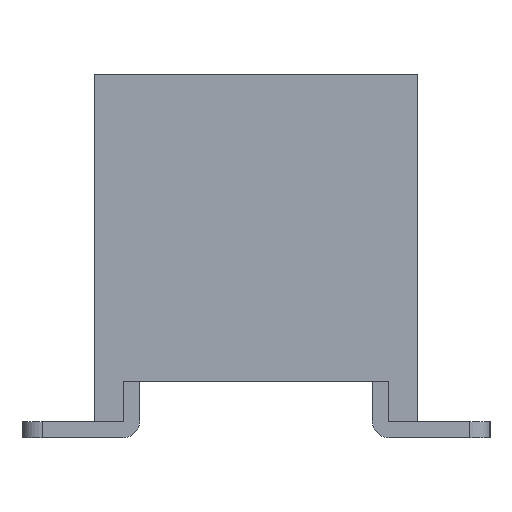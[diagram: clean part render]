
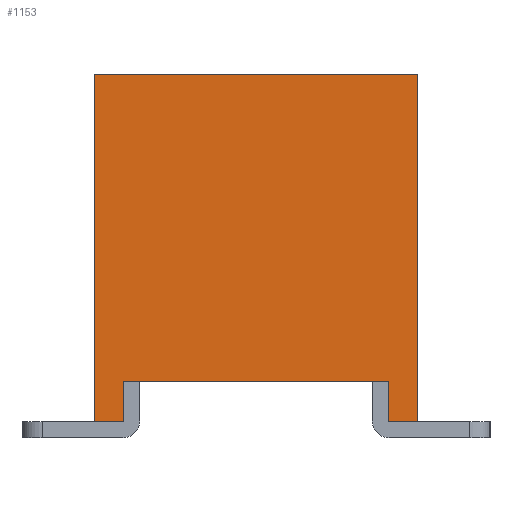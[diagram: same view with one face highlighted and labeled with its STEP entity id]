
A CAD part, left-side view. The second image highlights one B-rep face of the part: STEP entity #1153.
In plain terms, the highlighted planar face has unit normal (-1, 0, 0).
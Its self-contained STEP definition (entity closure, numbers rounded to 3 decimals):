
#1153 = ADVANCED_FACE( '', ( #2579 ), #2580, .T. );
#2579 = FACE_OUTER_BOUND( '', #4493, .T. );
#2580 = PLANE( '', #4494 );
#4493 = EDGE_LOOP( '', ( #6694, #6695, #6696, #6697, #6698, #6699, #6700, #6701 ) );
#4494 = AXIS2_PLACEMENT_3D( '', #6702, #6703, #6704 );
#6694 = ORIENTED_EDGE( '', *, *, #12181, .T. );
#6695 = ORIENTED_EDGE( '', *, *, #12182, .T. );
#6696 = ORIENTED_EDGE( '', *, *, #12183, .F. );
#6697 = ORIENTED_EDGE( '', *, *, #12184, .T. );
#6698 = ORIENTED_EDGE( '', *, *, #12185, .T. );
#6699 = ORIENTED_EDGE( '', *, *, #12186, .F. );
#6700 = ORIENTED_EDGE( '', *, *, #12187, .F. );
#6701 = ORIENTED_EDGE( '', *, *, #12188, .T. );
#6702 = CARTESIAN_POINT( '', ( -22.25, -2., -2.15 ) );
#6703 = DIRECTION( '', ( -1., 0., 0. ) );
#6704 = DIRECTION( '', ( 0., 0., 1. ) );
#12181 = EDGE_CURVE( '', #14607, #14608, #14609, .T. );
#12182 = EDGE_CURVE( '', #14608, #14610, #14611, .T. );
#12183 = EDGE_CURVE( '', #14612, #14610, #14613, .T. );
#12184 = EDGE_CURVE( '', #14612, #14614, #14615, .T. );
#12185 = EDGE_CURVE( '', #14614, #14616, #14617, .T. );
#12186 = EDGE_CURVE( '', #14618, #14616, #14619, .T. );
#12187 = EDGE_CURVE( '', #14620, #14618, #14621, .T. );
#12188 = EDGE_CURVE( '', #14620, #14607, #14622, .T. );
#14607 = VERTEX_POINT( '', #18052 );
#14608 = VERTEX_POINT( '', #18053 );
#14609 = LINE( '', #18054, #18055 );
#14610 = VERTEX_POINT( '', #18056 );
#14611 = LINE( '', #18057, #18058 );
#14612 = VERTEX_POINT( '', #18059 );
#14613 = LINE( '', #18060, #18061 );
#14614 = VERTEX_POINT( '', #18062 );
#14615 = LINE( '', #18063, #18064 );
#14616 = VERTEX_POINT( '', #18065 );
#14617 = LINE( '', #18066, #18067 );
#14618 = VERTEX_POINT( '', #18068 );
#14619 = LINE( '', #18069, #18070 );
#14620 = VERTEX_POINT( '', #18071 );
#14621 = LINE( '', #18072, #18073 );
#14622 = LINE( '', #18074, #18075 );
#18052 = CARTESIAN_POINT( '', ( -22.25, 1.638, -1.65 ) );
#18053 = CARTESIAN_POINT( '', ( -22.25, -1.638, -1.65 ) );
#18054 = CARTESIAN_POINT( '', ( -22.25, -2., -1.65 ) );
#18055 = VECTOR( '', #22446, 1000. );
#18056 = CARTESIAN_POINT( '', ( -22.25, -1.638, -2.15 ) );
#18057 = CARTESIAN_POINT( '', ( -22.25, -1.638, -2.15 ) );
#18058 = VECTOR( '', #22447, 1000. );
#18059 = CARTESIAN_POINT( '', ( -22.25, -2., -2.15 ) );
#18060 = CARTESIAN_POINT( '', ( -22.25, -2., -2.15 ) );
#18061 = VECTOR( '', #22448, 1000. );
#18062 = CARTESIAN_POINT( '', ( -22.25, -2., 2.15 ) );
#18063 = CARTESIAN_POINT( '', ( -22.25, -2., -2.15 ) );
#18064 = VECTOR( '', #22449, 1000. );
#18065 = CARTESIAN_POINT( '', ( -22.25, 2., 2.15 ) );
#18066 = CARTESIAN_POINT( '', ( -22.25, -2., 2.15 ) );
#18067 = VECTOR( '', #22450, 1000. );
#18068 = CARTESIAN_POINT( '', ( -22.25, 2., -2.15 ) );
#18069 = CARTESIAN_POINT( '', ( -22.25, 2., -2.15 ) );
#18070 = VECTOR( '', #22451, 1000. );
#18071 = CARTESIAN_POINT( '', ( -22.25, 1.638, -2.15 ) );
#18072 = CARTESIAN_POINT( '', ( -22.25, -2., -2.15 ) );
#18073 = VECTOR( '', #22452, 1000. );
#18074 = CARTESIAN_POINT( '', ( -22.25, 1.638, -2.15 ) );
#18075 = VECTOR( '', #22453, 1000. );
#22446 = DIRECTION( '', ( 0., -1., 0. ) );
#22447 = DIRECTION( '', ( 0., 0., -1. ) );
#22448 = DIRECTION( '', ( 0., 1., 0. ) );
#22449 = DIRECTION( '', ( 0., 0., 1. ) );
#22450 = DIRECTION( '', ( 0., 1., 0. ) );
#22451 = DIRECTION( '', ( 0., 0., 1. ) );
#22452 = DIRECTION( '', ( 0., 1., 0. ) );
#22453 = DIRECTION( '', ( 0., 0., 1. ) );
